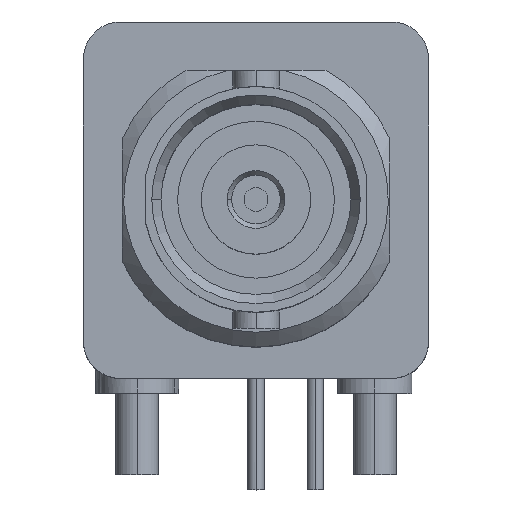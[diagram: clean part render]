
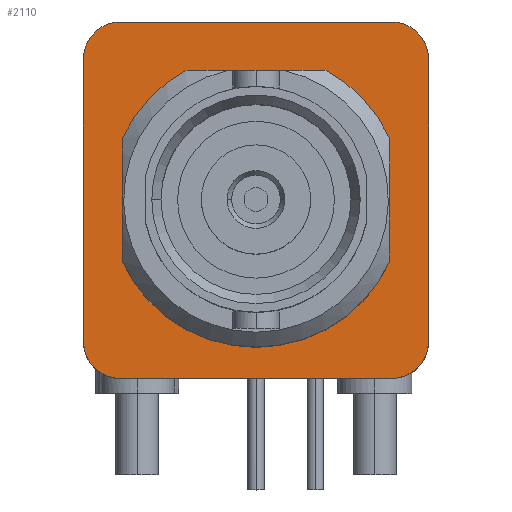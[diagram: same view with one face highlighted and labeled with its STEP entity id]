
A CAD part, top view. The second image highlights one B-rep face of the part: STEP entity #2110.
In plain terms, the highlighted planar face has unit normal (0, 0, 1).
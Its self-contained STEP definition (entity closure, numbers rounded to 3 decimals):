
#94=DIRECTION('',(1.,0.,0.));
#95=VECTOR('',#94,5.988);
#96=CARTESIAN_POINT('',(-2.994,5.537,-20.828));
#97=LINE('',#96,#95);
#98=CARTESIAN_POINT('',(5.804,6.045,-20.828));
#99=DIRECTION('',(0.,0.,-1.));
#100=DIRECTION('',(0.,1.,0.));
#101=AXIS2_PLACEMENT_3D('',#98,#99,#100);
#103=DIRECTION('',(0.,-1.,0.));
#104=VECTOR('',#103,12.09);
#105=CARTESIAN_POINT('',(7.379,6.045,-20.828));
#106=LINE('',#105,#104);
#107=CARTESIAN_POINT('',(5.804,-6.045,-20.828));
#108=DIRECTION('',(0.,0.,-1.));
#109=DIRECTION('',(1.,0.,0.));
#110=AXIS2_PLACEMENT_3D('',#107,#108,#109);
#112=DIRECTION('',(-1.,0.,0.));
#113=VECTOR('',#112,11.608);
#114=CARTESIAN_POINT('',(5.804,-7.62,-20.828));
#115=LINE('',#114,#113);
#116=CARTESIAN_POINT('',(-5.804,-6.045,-20.828));
#117=DIRECTION('',(0.,0.,-1.));
#118=DIRECTION('',(0.,-1.,0.));
#119=AXIS2_PLACEMENT_3D('',#116,#117,#118);
#121=DIRECTION('',(0.,1.,0.));
#122=VECTOR('',#121,12.09);
#123=CARTESIAN_POINT('',(-7.379,-6.045,-20.828));
#124=LINE('',#123,#122);
#125=CARTESIAN_POINT('',(-5.804,6.045,-20.828));
#126=DIRECTION('',(0.,0.,-1.));
#127=DIRECTION('',(-1.,0.,0.));
#128=AXIS2_PLACEMENT_3D('',#125,#126,#127);
#130=DIRECTION('',(1.,0.,0.));
#131=VECTOR('',#130,11.608);
#132=CARTESIAN_POINT('',(-5.804,7.62,-20.828));
#133=LINE('',#132,#131);
#1202=CARTESIAN_POINT('',(0.,0.,-20.828));
#1203=DIRECTION('',(0.,0.,1.));
#1204=DIRECTION('',(0.909,0.418,0.));
#1205=AXIS2_PLACEMENT_3D('',#1202,#1203,#1204);
#1220=CARTESIAN_POINT('',(0.,0.,-20.828));
#1221=DIRECTION('',(0.,0.,1.));
#1222=DIRECTION('',(-0.476,0.88,0.));
#1223=AXIS2_PLACEMENT_3D('',#1220,#1221,#1222);
#1238=DIRECTION('',(0.,-1.,0.));
#1239=VECTOR('',#1238,5.261);
#1240=CARTESIAN_POINT('',(5.719,2.63,-20.828));
#1241=LINE('',#1240,#1239);
#1242=CARTESIAN_POINT('',(0.,0.,-20.828));
#1243=DIRECTION('',(0.,0.,1.));
#1244=DIRECTION('',(-0.909,-0.418,0.));
#1245=AXIS2_PLACEMENT_3D('',#1242,#1243,#1244);
#1260=DIRECTION('',(0.,1.,0.));
#1261=VECTOR('',#1260,5.261);
#1262=CARTESIAN_POINT('',(-5.719,-2.63,-20.828));
#1263=LINE('',#1262,#1261);
#1666=CARTESIAN_POINT('',(5.804,7.62,-20.828));
#1667=CARTESIAN_POINT('',(7.379,6.045,-20.828));
#1668=VERTEX_POINT('',#1666);
#1669=VERTEX_POINT('',#1667);
#1670=CARTESIAN_POINT('',(7.379,-6.045,-20.828));
#1671=VERTEX_POINT('',#1670);
#1672=CARTESIAN_POINT('',(5.804,-7.62,-20.828));
#1673=CARTESIAN_POINT('',(-5.804,-7.62,-20.828));
#1674=VERTEX_POINT('',#1672);
#1675=VERTEX_POINT('',#1673);
#1676=CARTESIAN_POINT('',(-7.379,-6.045,-20.828));
#1677=CARTESIAN_POINT('',(-7.379,6.045,-20.828));
#1678=VERTEX_POINT('',#1676);
#1679=VERTEX_POINT('',#1677);
#1680=CARTESIAN_POINT('',(-5.804,7.62,-20.828));
#1681=VERTEX_POINT('',#1680);
#1694=CARTESIAN_POINT('',(5.719,2.63,-20.828));
#1695=CARTESIAN_POINT('',(2.994,5.537,-20.828));
#1696=VERTEX_POINT('',#1694);
#1697=VERTEX_POINT('',#1695);
#1698=CARTESIAN_POINT('',(-2.994,5.537,-20.828));
#1699=CARTESIAN_POINT('',(-5.719,2.63,-20.828));
#1700=VERTEX_POINT('',#1698);
#1701=VERTEX_POINT('',#1699);
#1763=CARTESIAN_POINT('',(-5.719,-2.63,-20.828));
#1764=CARTESIAN_POINT('',(5.719,-2.63,-20.828));
#1765=VERTEX_POINT('',#1763);
#1766=VERTEX_POINT('',#1764);
#2074=CARTESIAN_POINT('',(0.,0.,-20.828));
#2075=DIRECTION('',(0.,0.,-1.));
#2076=DIRECTION('',(-1.,0.,0.));
#2077=AXIS2_PLACEMENT_3D('',#2074,#2075,#2076);
#2078=PLANE('',#2077);
#2080=ORIENTED_EDGE('',*,*,#2079,.T.);
#2082=ORIENTED_EDGE('',*,*,#2081,.T.);
#2084=ORIENTED_EDGE('',*,*,#2083,.T.);
#2086=ORIENTED_EDGE('',*,*,#2085,.T.);
#2088=ORIENTED_EDGE('',*,*,#2087,.T.);
#2090=ORIENTED_EDGE('',*,*,#2089,.T.);
#2092=ORIENTED_EDGE('',*,*,#2091,.T.);
#2094=ORIENTED_EDGE('',*,*,#2093,.T.);
#2095=EDGE_LOOP('',(#2080,#2082,#2084,#2086,#2088,#2090,#2092,#2094));
#2096=FACE_OUTER_BOUND('',#2095,.F.);
#2098=ORIENTED_EDGE('',*,*,#2097,.T.);
#2099=ORIENTED_EDGE('',*,*,#2056,.F.);
#2101=ORIENTED_EDGE('',*,*,#2100,.T.);
#2103=ORIENTED_EDGE('',*,*,#2102,.F.);
#2105=ORIENTED_EDGE('',*,*,#2104,.T.);
#2107=ORIENTED_EDGE('',*,*,#2106,.F.);
#2108=EDGE_LOOP('',(#2098,#2099,#2101,#2103,#2105,#2107));
#2109=FACE_BOUND('',#2108,.F.);
#2110=ADVANCED_FACE('',(#2096,#2109),#2078,.F.);
#102=CIRCLE('',#101,1.575);
#111=CIRCLE('',#110,1.575);
#120=CIRCLE('',#119,1.575);
#129=CIRCLE('',#128,1.575);
#1206=CIRCLE('',#1205,6.295);
#1224=CIRCLE('',#1223,6.295);
#1246=CIRCLE('',#1245,6.295);
#2056=EDGE_CURVE('',#1700,#1697,#97,.T.);
#2079=EDGE_CURVE('',#1668,#1669,#102,.T.);
#2081=EDGE_CURVE('',#1669,#1671,#106,.T.);
#2083=EDGE_CURVE('',#1671,#1674,#111,.T.);
#2085=EDGE_CURVE('',#1674,#1675,#115,.T.);
#2087=EDGE_CURVE('',#1675,#1678,#120,.T.);
#2089=EDGE_CURVE('',#1678,#1679,#124,.T.);
#2091=EDGE_CURVE('',#1679,#1681,#129,.T.);
#2093=EDGE_CURVE('',#1681,#1668,#133,.T.);
#2097=EDGE_CURVE('',#1696,#1697,#1206,.T.);
#2100=EDGE_CURVE('',#1700,#1701,#1224,.T.);
#2102=EDGE_CURVE('',#1765,#1701,#1263,.T.);
#2104=EDGE_CURVE('',#1765,#1766,#1246,.T.);
#2106=EDGE_CURVE('',#1696,#1766,#1241,.T.);
